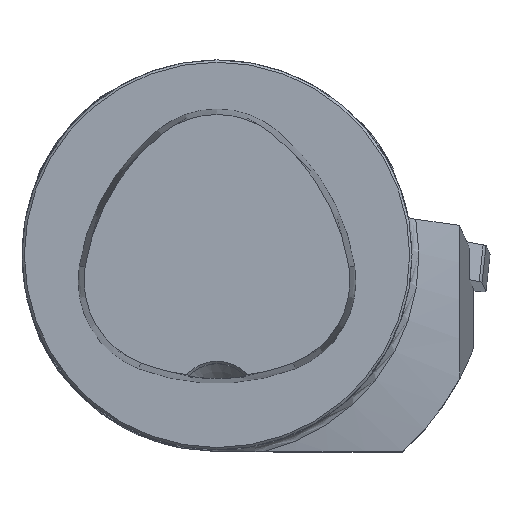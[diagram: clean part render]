
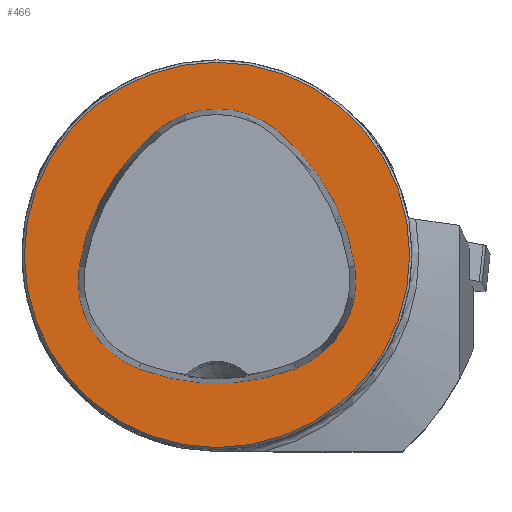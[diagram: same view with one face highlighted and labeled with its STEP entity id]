
A CAD part, top view. The second image highlights one B-rep face of the part: STEP entity #466.
In plain terms, the highlighted planar face has unit normal (0, 0, 1).
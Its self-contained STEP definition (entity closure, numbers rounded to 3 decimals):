
#102=FACE_BOUND('',#667,.T.);
#103=FACE_BOUND('',#668,.T.);
#138=PLANE('',#1932);
#466=ADVANCED_FACE('CU_FL_N1_SU_1',(#102,#103),#138,.T.);
#667=EDGE_LOOP('',(#931,#932,#933,#934,#935,#936));
#668=EDGE_LOOP('',(#937));
#931=ORIENTED_EDGE('',*,*,#1597,.F.);
#932=ORIENTED_EDGE('',*,*,#1598,.F.);
#933=ORIENTED_EDGE('',*,*,#1590,.F.);
#934=ORIENTED_EDGE('',*,*,#1599,.F.);
#935=ORIENTED_EDGE('',*,*,#1600,.F.);
#936=ORIENTED_EDGE('',*,*,#1601,.F.);
#937=ORIENTED_EDGE('',*,*,#1602,.T.);
#1408=VERTEX_POINT('',#3188);
#1409=VERTEX_POINT('',#3190);
#1415=VERTEX_POINT('',#3222);
#1416=VERTEX_POINT('',#3223);
#1417=VERTEX_POINT('',#3226);
#1418=VERTEX_POINT('',#3228);
#1419=VERTEX_POINT('',#3231);
#1590=EDGE_CURVE('',#1408,#1409,#1765,.T.);
#1597=EDGE_CURVE('',#1415,#1416,#1767,.T.);
#1598=EDGE_CURVE('',#1409,#1415,#1768,.T.);
#1599=EDGE_CURVE('',#1417,#1408,#1769,.T.);
#1600=EDGE_CURVE('',#1418,#1417,#1770,.T.);
#1601=EDGE_CURVE('',#1416,#1418,#1771,.T.);
#1602=EDGE_CURVE('',#1419,#1419,#1772,.T.);
#1765=CIRCLE('',#1923,28.075);
#1767=CIRCLE('',#1926,28.075);
#1768=CIRCLE('',#1927,12.075);
#1769=CIRCLE('',#1928,12.075);
#1770=CIRCLE('',#1929,28.075);
#1771=CIRCLE('',#1930,12.075);
#1772=CIRCLE('',#1931,24.7);
#1923=AXIS2_PLACEMENT_3D('',#3189,#2189,#2190);
#1926=AXIS2_PLACEMENT_3D('',#3221,#2196,#2197);
#1927=AXIS2_PLACEMENT_3D('',#3224,#2198,#2199);
#1928=AXIS2_PLACEMENT_3D('',#3225,#2200,#2201);
#1929=AXIS2_PLACEMENT_3D('',#3227,#2202,#2203);
#1930=AXIS2_PLACEMENT_3D('',#3229,#2204,#2205);
#1931=AXIS2_PLACEMENT_3D('',#3230,#2206,#2207);
#1932=AXIS2_PLACEMENT_3D('',#3232,#2208,#2209);
#2189=DIRECTION('',(0.,0.,1.));
#2190=DIRECTION('',(-1.,0.,0.));
#2196=DIRECTION('',(0.,0.,1.));
#2197=DIRECTION('',(-1.,0.,0.));
#2198=DIRECTION('',(0.,0.,1.));
#2199=DIRECTION('',(-1.,0.,0.));
#2200=DIRECTION('',(0.,0.,1.));
#2201=DIRECTION('',(-1.,0.,0.));
#2202=DIRECTION('',(0.,0.,1.));
#2203=DIRECTION('',(-1.,0.,0.));
#2204=DIRECTION('',(0.,0.,1.));
#2205=DIRECTION('',(-1.,0.,0.));
#2206=DIRECTION('',(0.,0.,1.));
#2207=DIRECTION('',(-1.,0.,0.));
#2208=DIRECTION('',(0.,0.,1.));
#2209=DIRECTION('',(-1.,0.,0.));
#3188=CARTESIAN_POINT('',(-10.05,-14.595,0.));
#3189=CARTESIAN_POINT('',(0.,11.62,0.));
#3190=CARTESIAN_POINT('',(10.05,-14.595,0.));
#3221=CARTESIAN_POINT('',(-10.078,-5.807,0.));
#3222=CARTESIAN_POINT('',(17.656,-1.443,0.));
#3223=CARTESIAN_POINT('',(7.606,15.999,0.));
#3224=CARTESIAN_POINT('',(5.727,-3.32,0.));
#3225=CARTESIAN_POINT('',(-5.727,-3.32,0.));
#3226=CARTESIAN_POINT('',(-17.656,-1.443,0.));
#3227=CARTESIAN_POINT('',(10.078,-5.807,0.));
#3228=CARTESIAN_POINT('',(-7.606,15.999,0.));
#3229=CARTESIAN_POINT('',(0.,6.62,0.));
#3230=CARTESIAN_POINT('',(0.,0.,0.));
#3231=CARTESIAN_POINT('',(-24.7,0.,0.));
#3232=CARTESIAN_POINT('',(0.,0.,0.));
